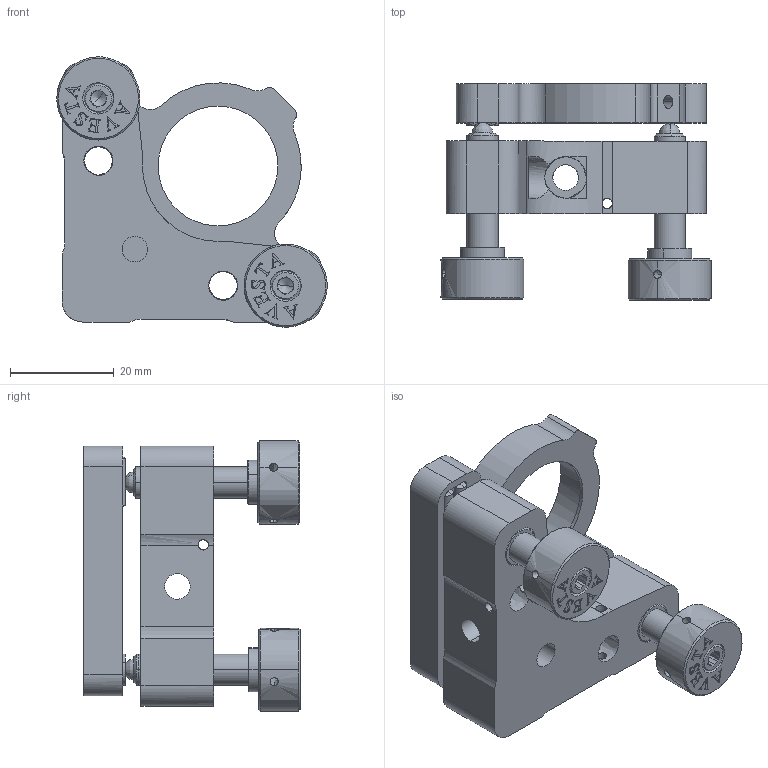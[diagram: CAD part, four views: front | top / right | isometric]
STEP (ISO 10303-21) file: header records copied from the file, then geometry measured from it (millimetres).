
FILE_DESCRIPTION(/* description */ (''),/* implementation_level */ '2;1');
FILE_NAME(/* name */ '01_MMM-LB-25.4-k',/* time_stamp */ '2024-08-22T14:15:34+03:00',/* author */ (''),/* organization */ (''),/* preprocessor_version */ 'ST-DEVELOPER v15',/* originating_system */ '',/* authorisation */ '');
FILE_SCHEMA (('AUTOMOTIVE_DESIGN'));
Length unit declared in the file: millimetre
Products named in the file (1): Document
Bounding box: 51.98 x 41.6 x 51.99 mm (x, y, z)
Volume: 29542.9 mm3; surface area: 17750.5 mm2
Topology: 13 solids, 13 shells, 654 faces, 1824 edges, 1202 vertices
Faces by surface type: bspline 354, plane 300
Entity records: 23149 total; most frequent: CARTESIAN_POINT 12205, ORIENTED_EDGE 3616, EDGE_CURVE 1808, VERTEX_POINT 1202, B_SPLINE_CURVE_WITH_KNOTS 1118, EDGE_LOOP 728, ADVANCED_FACE 654, FACE_OUTER_BOUND 654
